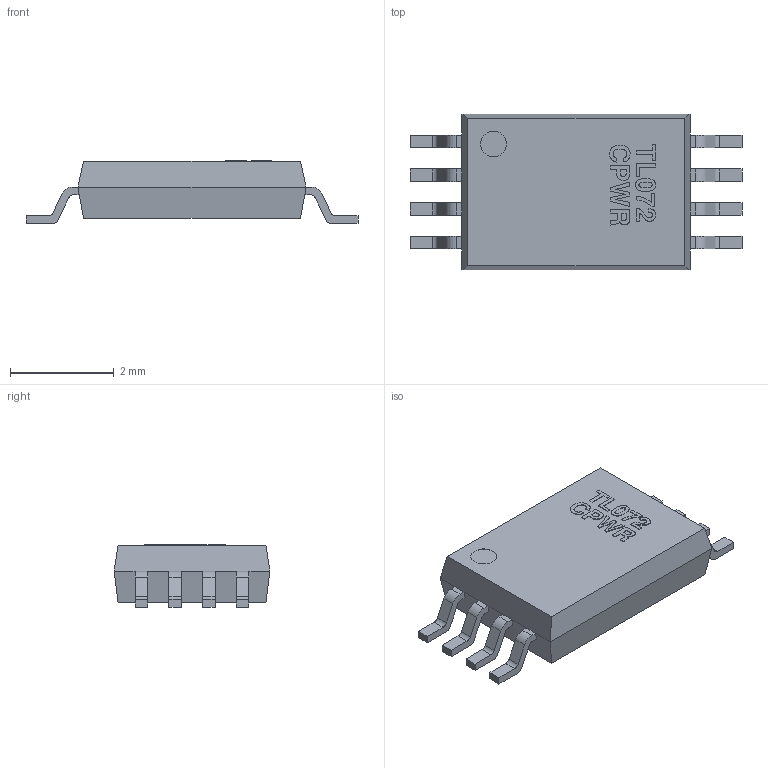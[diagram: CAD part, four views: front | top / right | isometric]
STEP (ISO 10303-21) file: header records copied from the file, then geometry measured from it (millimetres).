
FILE_DESCRIPTION(('FreeCAD Model'),'2;1');
FILE_NAME('TL072CPWR.step','2019-07-23T13:21:17',('Author'),( ''),'Open CASCADE STEP processor 7.3','FreeCAD','Unknown');
FILE_SCHEMA(('AUTOMOTIVE_DESIGN { 1 0 10303 214 1 1 1 1 }'));
Length unit declared in the file: millimetre
Products named in the file (1): TL072CPWR
Bounding box: 6.4 x 3 x 1.21 mm (x, y, z)
Volume: 14.2 mm3; surface area: 48.5 mm2
Topology: 1 solids, 1 shells, 275 faces, 760 edges, 500 vertices
Faces by surface type: plane 144, extrusion 90, cylinder 33, bspline 8
Full cylindrical faces by diameter (mm): 0.5 x1
Entity records: 10754 total; most frequent: CARTESIAN_POINT 2180, ORIENTED_EDGE 1520, DIRECTION 1060, EDGE_CURVE 760, VECTOR 572, VERTEX_POINT 500, LINE 482, B_SPLINE_CURVE_WITH_KNOTS 302
